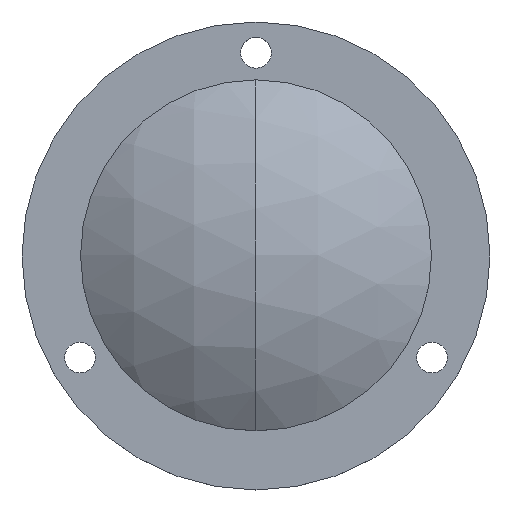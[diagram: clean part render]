
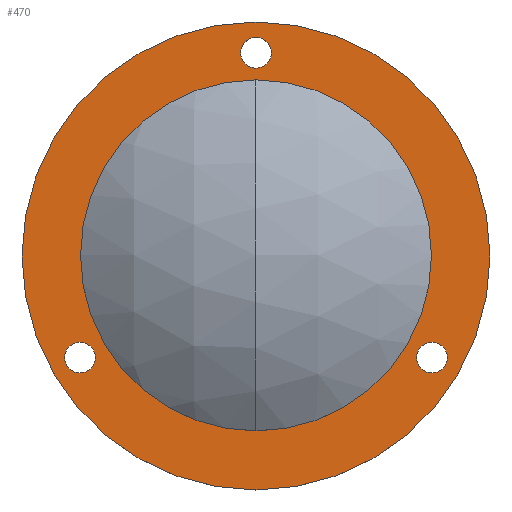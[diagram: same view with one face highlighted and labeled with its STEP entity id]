
A CAD part, top view. The second image highlights one B-rep face of the part: STEP entity #470.
In plain terms, the highlighted planar face has unit normal (0, 0, 1).
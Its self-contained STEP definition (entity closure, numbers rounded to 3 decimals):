
#10 = DIRECTION ( 'NONE',  ( 0., 0., 1. ) ) ;
#32 = ORIENTED_EDGE ( 'NONE', *, *, #579, .F. ) ;
#37 = EDGE_CURVE ( 'NONE', #1108, #721, #1919, .T. ) ;
#63 = DIRECTION ( 'NONE',  ( 1., 0., 0. ) ) ;
#67 = CARTESIAN_POINT ( 'NONE',  ( 0., 0., 2. ) ) ;
#95 = DIRECTION ( 'NONE',  ( 0., 0., 1. ) ) ;
#149 = DIRECTION ( 'NONE',  ( 0., 0., 1. ) ) ;
#156 = VERTEX_POINT ( 'NONE', #808 ) ;
#175 = EDGE_CURVE ( 'NONE', #257, #1247, #291, .T. ) ;
#179 = EDGE_CURVE ( 'NONE', #212, #382, #1313, .T. ) ;
#187 = DIRECTION ( 'NONE',  ( 0., 0., 1. ) ) ;
#199 = ORIENTED_EDGE ( 'NONE', *, *, #557, .T. ) ;
#212 = VERTEX_POINT ( 'NONE', #1745 ) ;
#216 = CARTESIAN_POINT ( 'NONE',  ( -38., 0., 2. ) ) ;
#220 = ORIENTED_EDGE ( 'NONE', *, *, #341, .F. ) ;
#245 = EDGE_LOOP ( 'NONE', ( #220, #32 ) ) ;
#257 = VERTEX_POINT ( 'NONE', #677 ) ;
#289 = DIRECTION ( 'NONE',  ( 1., 0., 0. ) ) ;
#291 = CIRCLE ( 'NONE', #1869, 2.5 ) ;
#293 = EDGE_LOOP ( 'NONE', ( #1276, #458 ) ) ;
#329 = EDGE_CURVE ( 'NONE', #382, #212, #972, .T. ) ;
#330 = ORIENTED_EDGE ( 'NONE', *, *, #37, .T. ) ;
#341 = EDGE_CURVE ( 'NONE', #1854, #1908, #1002, .T. ) ;
#371 = DIRECTION ( 'NONE',  ( 0., 0., 1. ) ) ;
#382 = VERTEX_POINT ( 'NONE', #740 ) ;
#427 = FACE_BOUND ( 'NONE', #1864, .T. ) ;
#434 = DIRECTION ( 'NONE',  ( 1., 0., 0. ) ) ;
#458 = ORIENTED_EDGE ( 'NONE', *, *, #1179, .F. ) ;
#465 = EDGE_CURVE ( 'NONE', #156, #471, #870, .T. ) ;
#470 = ADVANCED_FACE ( 'NONE', ( #1687, #427, #622, #1196, #1115 ), #1098, .F. ) ;
#471 = VERTEX_POINT ( 'NONE', #1850 ) ;
#507 = CARTESIAN_POINT ( 'NONE',  ( -2.5, 33., 2. ) ) ;
#516 = ORIENTED_EDGE ( 'NONE', *, *, #1776, .F. ) ;
#557 = EDGE_CURVE ( 'NONE', #721, #1108, #1326, .T. ) ;
#561 = CIRCLE ( 'NONE', #1525, 2.5 ) ;
#568 = CARTESIAN_POINT ( 'NONE',  ( 0., 33., 2. ) ) ;
#579 = EDGE_CURVE ( 'NONE', #1908, #1854, #561, .T. ) ;
#597 = DIRECTION ( 'NONE',  ( 0., 0., 1. ) ) ;
#602 = ORIENTED_EDGE ( 'NONE', *, *, #179, .F. ) ;
#610 = DIRECTION ( 'NONE',  ( 1., 0., 0. ) ) ;
#622 = FACE_BOUND ( 'NONE', #245, .T. ) ;
#642 = DIRECTION ( 'NONE',  ( 1., 0., 0. ) ) ;
#655 = DIRECTION ( 'NONE',  ( 0., 0., 1. ) ) ;
#665 = DIRECTION ( 'NONE',  ( -1., 0., 0. ) ) ;
#676 = DIRECTION ( 'NONE',  ( 0., 0., 1. ) ) ;
#677 = CARTESIAN_POINT ( 'NONE',  ( 31.079, -16.5, 2. ) ) ;
#690 = DIRECTION ( 'NONE',  ( 1., 0., 0. ) ) ;
#721 = VERTEX_POINT ( 'NONE', #216 ) ;
#740 = CARTESIAN_POINT ( 'NONE',  ( -31.079, -16.5, 2. ) ) ;
#764 = CARTESIAN_POINT ( 'NONE',  ( 0., 33., 2. ) ) ;
#808 = CARTESIAN_POINT ( 'NONE',  ( 7., 0., 2. ) ) ;
#839 = CARTESIAN_POINT ( 'NONE',  ( 26.079, -16.5, 2. ) ) ;
#856 = DIRECTION ( 'NONE',  ( 1., 0., 0. ) ) ;
#870 = CIRCLE ( 'NONE', #1307, 7. ) ;
#876 = EDGE_LOOP ( 'NONE', ( #330, #199 ) ) ;
#945 = CARTESIAN_POINT ( 'NONE',  ( 2.5, 33., 2. ) ) ;
#946 = AXIS2_PLACEMENT_3D ( 'NONE', #1253, #1530, #665 ) ;
#968 = CARTESIAN_POINT ( 'NONE',  ( 0., 0., 2. ) ) ;
#972 = CIRCLE ( 'NONE', #1078, 2.5 ) ;
#977 = CIRCLE ( 'NONE', #1114, 2.5 ) ;
#1002 = CIRCLE ( 'NONE', #1186, 2.5 ) ;
#1012 = CARTESIAN_POINT ( 'NONE',  ( 0., 0., 2. ) ) ;
#1061 = CARTESIAN_POINT ( 'NONE',  ( -28.579, -16.5, 2. ) ) ;
#1078 = AXIS2_PLACEMENT_3D ( 'NONE', #1061, #149, #289 ) ;
#1098 = PLANE ( 'NONE',  #946 ) ;
#1108 = VERTEX_POINT ( 'NONE', #1750 ) ;
#1114 = AXIS2_PLACEMENT_3D ( 'NONE', #1643, #597, #63 ) ;
#1115 = FACE_OUTER_BOUND ( 'NONE', #876, .T. ) ;
#1178 = DIRECTION ( 'NONE',  ( 0., 0., 1. ) ) ;
#1179 = EDGE_CURVE ( 'NONE', #471, #156, #1482, .T. ) ;
#1186 = AXIS2_PLACEMENT_3D ( 'NONE', #764, #95, #1513 ) ;
#1196 = FACE_BOUND ( 'NONE', #293, .T. ) ;
#1211 = CARTESIAN_POINT ( 'NONE',  ( 0., 0., 2. ) ) ;
#1247 = VERTEX_POINT ( 'NONE', #839 ) ;
#1253 = CARTESIAN_POINT ( 'NONE',  ( 0., 7., 2. ) ) ;
#1276 = ORIENTED_EDGE ( 'NONE', *, *, #465, .F. ) ;
#1307 = AXIS2_PLACEMENT_3D ( 'NONE', #67, #371, #690 ) ;
#1313 = CIRCLE ( 'NONE', #1538, 2.5 ) ;
#1325 = AXIS2_PLACEMENT_3D ( 'NONE', #968, #1386, #1704 ) ;
#1326 = CIRCLE ( 'NONE', #1325, 38. ) ;
#1364 = CARTESIAN_POINT ( 'NONE',  ( -28.579, -16.5, 2. ) ) ;
#1379 = ORIENTED_EDGE ( 'NONE', *, *, #329, .F. ) ;
#1386 = DIRECTION ( 'NONE',  ( 0., 0., 1. ) ) ;
#1433 = CARTESIAN_POINT ( 'NONE',  ( 28.579, -16.5, 2. ) ) ;
#1445 = AXIS2_PLACEMENT_3D ( 'NONE', #1012, #10, #434 ) ;
#1482 = CIRCLE ( 'NONE', #1929, 7. ) ;
#1513 = DIRECTION ( 'NONE',  ( 1., 0., 0. ) ) ;
#1520 = ORIENTED_EDGE ( 'NONE', *, *, #175, .F. ) ;
#1525 = AXIS2_PLACEMENT_3D ( 'NONE', #568, #676, #610 ) ;
#1530 = DIRECTION ( 'NONE',  ( 0., 0., -1. ) ) ;
#1532 = EDGE_LOOP ( 'NONE', ( #1520, #516 ) ) ;
#1538 = AXIS2_PLACEMENT_3D ( 'NONE', #1364, #655, #856 ) ;
#1643 = CARTESIAN_POINT ( 'NONE',  ( 28.579, -16.5, 2. ) ) ;
#1687 = FACE_BOUND ( 'NONE', #1532, .T. ) ;
#1704 = DIRECTION ( 'NONE',  ( 1., 0., 0. ) ) ;
#1732 = DIRECTION ( 'NONE',  ( 1., 0., 0. ) ) ;
#1745 = CARTESIAN_POINT ( 'NONE',  ( -26.079, -16.5, 2. ) ) ;
#1750 = CARTESIAN_POINT ( 'NONE',  ( 38., 0., 2. ) ) ;
#1776 = EDGE_CURVE ( 'NONE', #1247, #257, #977, .T. ) ;
#1850 = CARTESIAN_POINT ( 'NONE',  ( -7., 0., 2. ) ) ;
#1854 = VERTEX_POINT ( 'NONE', #945 ) ;
#1864 = EDGE_LOOP ( 'NONE', ( #602, #1379 ) ) ;
#1869 = AXIS2_PLACEMENT_3D ( 'NONE', #1433, #1178, #642 ) ;
#1908 = VERTEX_POINT ( 'NONE', #507 ) ;
#1919 = CIRCLE ( 'NONE', #1445, 38. ) ;
#1929 = AXIS2_PLACEMENT_3D ( 'NONE', #1211, #187, #1732 ) ;
